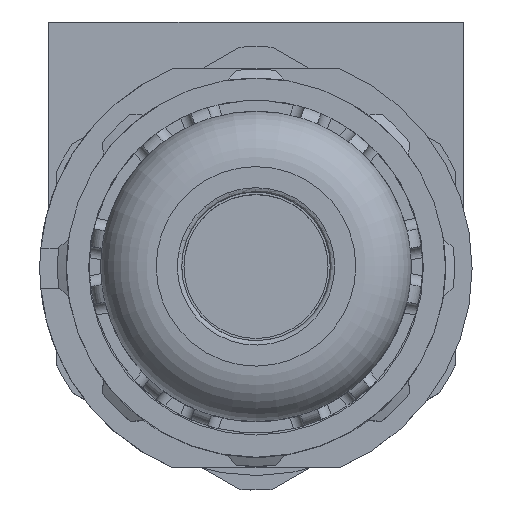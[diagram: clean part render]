
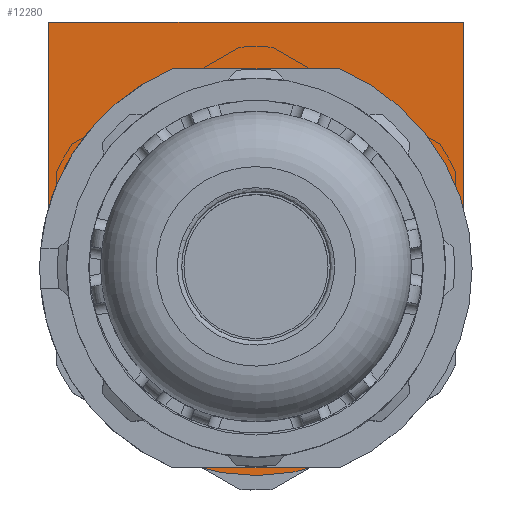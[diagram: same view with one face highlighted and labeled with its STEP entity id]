
A CAD part, top view. The second image highlights one B-rep face of the part: STEP entity #12280.
In plain terms, the highlighted planar face has unit normal (0, 0, 1).
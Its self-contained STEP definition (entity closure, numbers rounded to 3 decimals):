
#936=FACE_BOUND('',#2724,.T.);
#1186=PLANE('',#13555);
#1917=FACE_OUTER_BOUND('',#2723,.T.);
#2723=EDGE_LOOP('',(#11292,#11293,#11294,#11295));
#2724=EDGE_LOOP('',(#11296,#11297,#11298,#11299));
#3378=LINE('',#39121,#4039);
#3379=LINE('',#39124,#4040);
#3384=LINE('',#39133,#4045);
#3385=LINE('',#39138,#4046);
#3386=LINE('',#39142,#4047);
#4039=VECTOR('',#16687,10.);
#4040=VECTOR('',#16690,10.);
#4045=VECTOR('',#16697,10.);
#4046=VECTOR('',#16702,10.);
#4047=VECTOR('',#16705,10.);
#4648=CIRCLE('',#13556,9.35);
#4649=CIRCLE('',#13557,6.5);
#4650=CIRCLE('',#13558,6.5);
#5817=VERTEX_POINT('',#39115);
#5819=VERTEX_POINT('',#39119);
#5820=VERTEX_POINT('',#39123);
#5823=VERTEX_POINT('',#39131);
#5824=VERTEX_POINT('',#39136);
#5825=VERTEX_POINT('',#39137);
#5826=VERTEX_POINT('',#39139);
#5827=VERTEX_POINT('',#39141);
#7643=EDGE_CURVE('',#5819,#5817,#3378,.T.);
#7644=EDGE_CURVE('',#5817,#5820,#3379,.T.);
#7649=EDGE_CURVE('',#5823,#5819,#3384,.T.);
#7650=EDGE_CURVE('',#5820,#5823,#4648,.T.);
#7651=EDGE_CURVE('',#5824,#5825,#3385,.T.);
#7652=EDGE_CURVE('',#5826,#5824,#4649,.T.);
#7653=EDGE_CURVE('',#5827,#5826,#3386,.T.);
#7654=EDGE_CURVE('',#5825,#5827,#4650,.T.);
#11292=ORIENTED_EDGE('',*,*,#7643,.F.);
#11293=ORIENTED_EDGE('',*,*,#7649,.F.);
#11294=ORIENTED_EDGE('',*,*,#7650,.F.);
#11295=ORIENTED_EDGE('',*,*,#7644,.F.);
#11296=ORIENTED_EDGE('',*,*,#7651,.F.);
#11297=ORIENTED_EDGE('',*,*,#7652,.F.);
#11298=ORIENTED_EDGE('',*,*,#7653,.F.);
#11299=ORIENTED_EDGE('',*,*,#7654,.F.);
#12280=ADVANCED_FACE('',(#1917,#936),#1186,.T.);
#13555=AXIS2_PLACEMENT_3D('',#39134,#16698,#16699);
#13556=AXIS2_PLACEMENT_3D('',#39135,#16700,#16701);
#13557=AXIS2_PLACEMENT_3D('',#39140,#16703,#16704);
#13558=AXIS2_PLACEMENT_3D('',#39143,#16706,#16707);
#16687=DIRECTION('',(1.,0.,0.));
#16690=DIRECTION('',(0.,-1.,0.));
#16697=DIRECTION('',(0.,1.,0.));
#16698=DIRECTION('center_axis',(0.,0.,
1.));
#16699=DIRECTION('ref_axis',(1.,0.,0.));
#16700=DIRECTION('center_axis',(0.,0.,
-1.));
#16701=DIRECTION('ref_axis',(1.,0.,0.));
#16702=DIRECTION('',(0.005,-1.,0.));
#16703=DIRECTION('center_axis',(0.,0.,
1.));
#16704=DIRECTION('ref_axis',(-1.,-0.006,0.));
#16705=DIRECTION('',(-0.005,1.,0.));
#16706=DIRECTION('center_axis',(0.,0.,
1.));
#16707=DIRECTION('ref_axis',(-1.,-0.006,0.));
#39115=CARTESIAN_POINT('',(74.112,47.768,-3.443));
#39119=CARTESIAN_POINT('',(55.412,47.768,-3.443));
#39121=CARTESIAN_POINT('',(55.065,47.768,-3.443));
#39123=CARTESIAN_POINT('',(74.112,36.727,-3.443));
#39124=CARTESIAN_POINT('',(74.112,41.347,-3.443));
#39131=CARTESIAN_POINT('',(55.412,36.659,-3.443));
#39133=CARTESIAN_POINT('',(55.412,37.16,-3.443));
#39134=CARTESIAN_POINT('Origin',(64.752,37.659,-3.443));
#39135=CARTESIAN_POINT('Origin',(64.762,36.659,-3.443));
#39136=CARTESIAN_POINT('',(58.745,39.131,-3.443));
#39137=CARTESIAN_POINT('',(58.769,34.131,-3.443));
#39138=CARTESIAN_POINT('',(58.761,35.881,-3.443));
#39139=CARTESIAN_POINT('',(70.745,39.187,-3.443));
#39140=CARTESIAN_POINT('Origin',(64.757,36.659,-3.443));
#39141=CARTESIAN_POINT('',(70.769,34.187,-3.443));
#39142=CARTESIAN_POINT('',(70.749,38.437,-3.443));
#39143=CARTESIAN_POINT('Origin',(64.757,36.659,-3.443));
